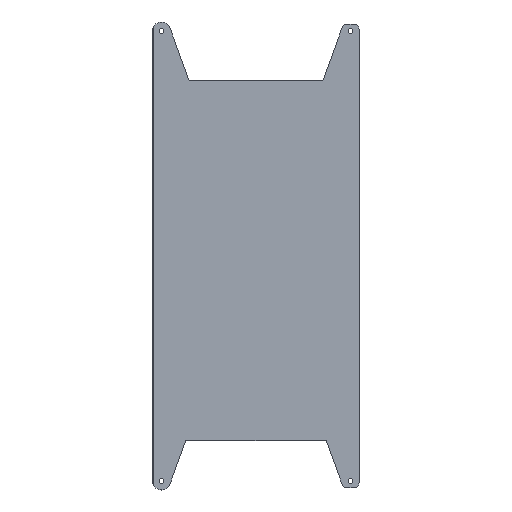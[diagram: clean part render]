
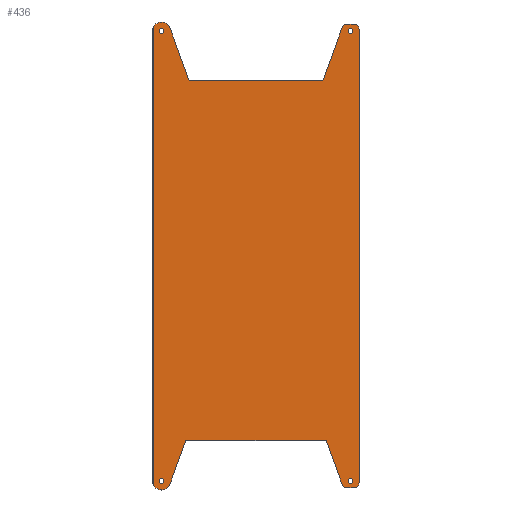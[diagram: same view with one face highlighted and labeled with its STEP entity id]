
A CAD part, top view. The second image highlights one B-rep face of the part: STEP entity #436.
In plain terms, the highlighted planar face has unit normal (0, 0, 1).
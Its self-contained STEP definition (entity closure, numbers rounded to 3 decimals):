
#15=FACE_BOUND('',#80,.T.);
#16=FACE_BOUND('',#81,.T.);
#17=FACE_BOUND('',#82,.T.);
#18=FACE_BOUND('',#83,.T.);
#23=CIRCLE('',#474,10.);
#24=CIRCLE('',#475,10.);
#25=CIRCLE('',#476,10.);
#26=CIRCLE('',#477,10.);
#27=CIRCLE('',#478,10.);
#28=CIRCLE('',#479,10.);
#29=CIRCLE('',#480,2.75);
#30=CIRCLE('',#481,2.75);
#31=CIRCLE('',#482,2.75);
#32=CIRCLE('',#483,2.75);
#43=PLANE('',#473);
#56=FACE_OUTER_BOUND('',#79,.T.);
#79=EDGE_LOOP('',(#302,#303,#304,#305,#306,#307,#308,#309,#310,#311,#312,
#313,#314,#315,#316,#317));
#80=EDGE_LOOP('',(#318));
#81=EDGE_LOOP('',(#319));
#82=EDGE_LOOP('',(#320));
#83=EDGE_LOOP('',(#321));
#109=LINE('',#655,#150);
#111=LINE('',#668,#152);
#112=LINE('',#670,#153);
#113=LINE('',#672,#154);
#114=LINE('',#676,#155);
#115=LINE('',#680,#156);
#116=LINE('',#684,#157);
#117=LINE('',#688,#158);
#118=LINE('',#690,#159);
#119=LINE('',#692,#160);
#150=VECTOR('',#519,10.);
#152=VECTOR('',#525,10.);
#153=VECTOR('',#526,10.);
#154=VECTOR('',#527,10.);
#155=VECTOR('',#530,10.);
#156=VECTOR('',#533,10.);
#157=VECTOR('',#536,10.);
#158=VECTOR('',#539,10.);
#159=VECTOR('',#540,10.);
#160=VECTOR('',#541,10.);
#194=VERTEX_POINT('',#647);
#195=VERTEX_POINT('',#654);
#197=VERTEX_POINT('',#665);
#198=VERTEX_POINT('',#667);
#199=VERTEX_POINT('',#669);
#200=VERTEX_POINT('',#671);
#201=VERTEX_POINT('',#673);
#202=VERTEX_POINT('',#675);
#203=VERTEX_POINT('',#677);
#204=VERTEX_POINT('',#679);
#205=VERTEX_POINT('',#681);
#206=VERTEX_POINT('',#683);
#207=VERTEX_POINT('',#685);
#208=VERTEX_POINT('',#687);
#209=VERTEX_POINT('',#689);
#210=VERTEX_POINT('',#691);
#211=VERTEX_POINT('',#694);
#212=VERTEX_POINT('',#696);
#213=VERTEX_POINT('',#698);
#214=VERTEX_POINT('',#700);
#236=EDGE_CURVE('',#194,#195,#109,.T.);
#239=EDGE_CURVE('',#194,#197,#23,.T.);
#240=EDGE_CURVE('',#197,#198,#111,.T.);
#241=EDGE_CURVE('',#198,#199,#112,.T.);
#242=EDGE_CURVE('',#199,#200,#113,.T.);
#243=EDGE_CURVE('',#200,#201,#24,.T.);
#244=EDGE_CURVE('',#201,#202,#114,.T.);
#245=EDGE_CURVE('',#202,#203,#25,.T.);
#246=EDGE_CURVE('',#203,#204,#115,.T.);
#247=EDGE_CURVE('',#204,#205,#26,.T.);
#248=EDGE_CURVE('',#205,#206,#116,.T.);
#249=EDGE_CURVE('',#206,#207,#27,.T.);
#250=EDGE_CURVE('',#207,#208,#117,.T.);
#251=EDGE_CURVE('',#208,#209,#118,.T.);
#252=EDGE_CURVE('',#209,#210,#119,.T.);
#253=EDGE_CURVE('',#210,#195,#28,.T.);
#254=EDGE_CURVE('',#211,#211,#29,.T.);
#255=EDGE_CURVE('',#212,#212,#30,.T.);
#256=EDGE_CURVE('',#213,#213,#31,.T.);
#257=EDGE_CURVE('',#214,#214,#32,.T.);
#302=ORIENTED_EDGE('',*,*,#236,.F.);
#303=ORIENTED_EDGE('',*,*,#239,.T.);
#304=ORIENTED_EDGE('',*,*,#240,.T.);
#305=ORIENTED_EDGE('',*,*,#241,.T.);
#306=ORIENTED_EDGE('',*,*,#242,.T.);
#307=ORIENTED_EDGE('',*,*,#243,.T.);
#308=ORIENTED_EDGE('',*,*,#244,.T.);
#309=ORIENTED_EDGE('',*,*,#245,.T.);
#310=ORIENTED_EDGE('',*,*,#246,.T.);
#311=ORIENTED_EDGE('',*,*,#247,.T.);
#312=ORIENTED_EDGE('',*,*,#248,.T.);
#313=ORIENTED_EDGE('',*,*,#249,.T.);
#314=ORIENTED_EDGE('',*,*,#250,.T.);
#315=ORIENTED_EDGE('',*,*,#251,.T.);
#316=ORIENTED_EDGE('',*,*,#252,.T.);
#317=ORIENTED_EDGE('',*,*,#253,.T.);
#318=ORIENTED_EDGE('',*,*,#254,.T.);
#319=ORIENTED_EDGE('',*,*,#255,.T.);
#320=ORIENTED_EDGE('',*,*,#256,.T.);
#321=ORIENTED_EDGE('',*,*,#257,.T.);
#436=ADVANCED_FACE('',(#56,#15,#16,#17,#18),#43,.T.);
#473=AXIS2_PLACEMENT_3D('',#664,#521,#522);
#474=AXIS2_PLACEMENT_3D('',#666,#523,#524);
#475=AXIS2_PLACEMENT_3D('',#674,#528,#529);
#476=AXIS2_PLACEMENT_3D('',#678,#531,#532);
#477=AXIS2_PLACEMENT_3D('',#682,#534,#535);
#478=AXIS2_PLACEMENT_3D('',#686,#537,#538);
#479=AXIS2_PLACEMENT_3D('',#693,#542,#543);
#480=AXIS2_PLACEMENT_3D('',#695,#544,#545);
#481=AXIS2_PLACEMENT_3D('',#697,#546,#547);
#482=AXIS2_PLACEMENT_3D('',#699,#548,#549);
#483=AXIS2_PLACEMENT_3D('',#701,#550,#551);
#519=DIRECTION('',(0.,1.,0.));
#521=DIRECTION('center_axis',(0.,0.,1.));
#522=DIRECTION('ref_axis',(1.,0.,0.));
#523=DIRECTION('center_axis',(0.,0.,1.));
#524=DIRECTION('ref_axis',(-1.,0.,0.));
#525=DIRECTION('',(0.342,0.94,0.));
#526=DIRECTION('',(1.,0.,0.));
#527=DIRECTION('',(0.342,-0.94,0.));
#528=DIRECTION('center_axis',(0.,0.,1.));
#529=DIRECTION('ref_axis',(-0.999,0.038,0.));
#530=DIRECTION('',(1.,0.,0.));
#531=DIRECTION('center_axis',(0.,0.,1.));
#532=DIRECTION('ref_axis',(-0.999,0.038,0.));
#533=DIRECTION('',(0.,1.,0.));
#534=DIRECTION('center_axis',(0.,0.,1.));
#535=DIRECTION('ref_axis',(0.999,-0.045,0.));
#536=DIRECTION('',(-1.,0.,0.));
#537=DIRECTION('center_axis',(0.,0.,1.));
#538=DIRECTION('ref_axis',(0.999,-0.045,0.));
#539=DIRECTION('',(-0.342,-0.94,0.));
#540=DIRECTION('',(-1.,0.,0.));
#541=DIRECTION('',(-0.342,0.94,0.));
#542=DIRECTION('center_axis',(0.,0.,1.));
#543=DIRECTION('ref_axis',(1.,0.,0.));
#544=DIRECTION('center_axis',(0.,0.,-1.));
#545=DIRECTION('ref_axis',(1.,0.,0.));
#546=DIRECTION('center_axis',(0.,0.,-1.));
#547=DIRECTION('ref_axis',(1.,0.,0.));
#548=DIRECTION('center_axis',(0.,0.,-1.));
#549=DIRECTION('ref_axis',(1.,0.,0.));
#550=DIRECTION('center_axis',(0.,0.,-1.));
#551=DIRECTION('ref_axis',(1.,0.,0.));
#647=CARTESIAN_POINT('',(-113.5,-255.268,10.));
#654=CARTESIAN_POINT('',(-113.5,255.268,10.));
#655=CARTESIAN_POINT('',(-113.5,125.,10.));
#664=CARTESIAN_POINT('Origin',(0.,0.,10.));
#665=CARTESIAN_POINT('',(-95.603,-253.42,10.));
#666=CARTESIAN_POINT('Origin',(-105.,-250.,10.));
#667=CARTESIAN_POINT('',(-77.98,-205.,10.));
#668=CARTESIAN_POINT('',(-95.603,-253.42,10.));
#669=CARTESIAN_POINT('',(77.98,-205.,10.));
#670=CARTESIAN_POINT('',(-77.98,-205.,10.));
#671=CARTESIAN_POINT('',(95.603,-253.42,10.));
#672=CARTESIAN_POINT('',(95.603,-253.42,10.));
#673=CARTESIAN_POINT('',(98.386,-257.5,10.));
#674=CARTESIAN_POINT('Origin',(105.,-250.,10.));
#675=CARTESIAN_POINT('',(111.614,-257.5,10.));
#676=CARTESIAN_POINT('',(98.386,-257.5,10.));
#677=CARTESIAN_POINT('',(115.,-250.,10.));
#678=CARTESIAN_POINT('Origin',(105.,-250.,10.));
#679=CARTESIAN_POINT('',(115.,250.,10.));
#680=CARTESIAN_POINT('',(115.,260.,10.));
#681=CARTESIAN_POINT('',(111.614,257.5,10.));
#682=CARTESIAN_POINT('Origin',(105.,250.,10.));
#683=CARTESIAN_POINT('',(98.386,257.5,10.));
#684=CARTESIAN_POINT('',(98.386,257.5,10.));
#685=CARTESIAN_POINT('',(95.603,253.42,10.));
#686=CARTESIAN_POINT('Origin',(105.,250.,10.));
#687=CARTESIAN_POINT('',(74.34,195.,10.));
#688=CARTESIAN_POINT('',(95.603,253.42,10.));
#689=CARTESIAN_POINT('',(-74.34,195.,10.));
#690=CARTESIAN_POINT('',(-74.34,195.,10.));
#691=CARTESIAN_POINT('',(-95.603,253.42,10.));
#692=CARTESIAN_POINT('',(-95.603,253.42,10.));
#693=CARTESIAN_POINT('Origin',(-105.,250.,10.));
#694=CARTESIAN_POINT('',(-107.75,250.,10.));
#695=CARTESIAN_POINT('Origin',(-105.,250.,10.));
#696=CARTESIAN_POINT('',(102.25,-250.,10.));
#697=CARTESIAN_POINT('Origin',(105.,-250.,10.));
#698=CARTESIAN_POINT('',(-107.75,-250.,10.));
#699=CARTESIAN_POINT('Origin',(-105.,-250.,10.));
#700=CARTESIAN_POINT('',(102.25,250.,10.));
#701=CARTESIAN_POINT('Origin',(105.,250.,10.));
